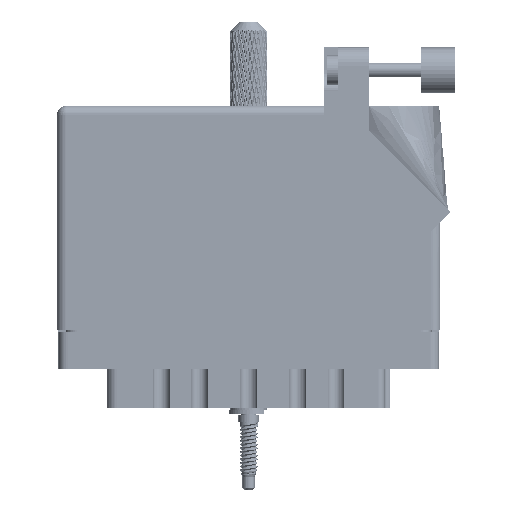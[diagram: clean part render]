
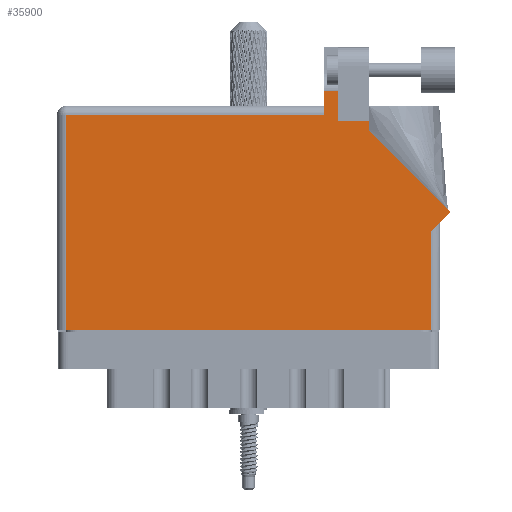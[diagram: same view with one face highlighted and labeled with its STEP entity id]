
A CAD part, front view. The second image highlights one B-rep face of the part: STEP entity #35900.
In plain terms, the highlighted face is planar.
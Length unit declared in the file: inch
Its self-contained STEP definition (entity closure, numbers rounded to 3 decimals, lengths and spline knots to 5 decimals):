
#610 = VECTOR ( 'NONE', #62018, 39.37008 ) ;
#5691 = CARTESIAN_POINT ( 'NONE',  ( 2.612, 0.737, 0. ) ) ;
#5902 = CARTESIAN_POINT ( 'NONE',  ( 2.126, 1.43, 0. ) ) ;
#6363 = LINE ( 'NONE', #15392, #610 ) ;
#8004 = VECTOR ( 'NONE', #11334, 39.37008 ) ;
#9157 = EDGE_CURVE ( 'NONE', #105507, #85341, #15162, .T. ) ;
#10541 = LINE ( 'NONE', #41144, #81509 ) ;
#11057 = LINE ( 'NONE', #29575, #96432 ) ;
#11334 = DIRECTION ( 'NONE',  ( 0., 1., 0. ) ) ;
#12624 = ORIENTED_EDGE ( 'NONE', *, *, #63218, .T. ) ;
#14238 = VERTEX_POINT ( 'NONE', #61032 ) ;
#15162 = LINE ( 'NONE', #92660, #8004 ) ;
#15392 = CARTESIAN_POINT ( 'NONE',  ( 0., 1.468, 0. ) ) ;
#16311 = AXIS2_PLACEMENT_3D ( 'NONE', #48777, #68228, #58518 ) ;
#19402 = LINE ( 'NONE', #5691, #23722 ) ;
#20897 = LINE ( 'NONE', #51099, #23823 ) ;
#22758 = EDGE_CURVE ( 'NONE', #65667, #111739, #37213, .T. ) ;
#23722 = VECTOR ( 'NONE', #96660, 39.37008 ) ;
#23823 = VECTOR ( 'NONE', #115693, 39.37008 ) ;
#26925 = DIRECTION ( 'NONE',  ( -0.707, 0.707, 0. ) ) ;
#29575 = CARTESIAN_POINT ( 'NONE',  ( 2.126, 1.43, 0. ) ) ;
#31685 = VERTEX_POINT ( 'NONE', #38694 ) ;
#34054 = CARTESIAN_POINT ( 'NONE',  ( 0.062, 1.468, 0. ) ) ;
#34912 = EDGE_CURVE ( 'NONE', #31685, #115831, #117810, .T. ) ;
#35900 = ADVANCED_FACE ( 'NONE', ( #114675 ), #76298, .F. ) ;
#37099 = ORIENTED_EDGE ( 'NONE', *, *, #34912, .T. ) ;
#37213 = LINE ( 'NONE', #82329, #100699 ) ;
#38013 = ORIENTED_EDGE ( 'NONE', *, *, #9157, .T. ) ;
#38694 = CARTESIAN_POINT ( 'NONE',  ( 1.819, 1.6315, 0. ) ) ;
#41144 = CARTESIAN_POINT ( 'NONE',  ( 0.062, 0., 0. ) ) ;
#41923 = DIRECTION ( 'NONE',  ( 0., 1., 0. ) ) ;
#43206 = ORIENTED_EDGE ( 'NONE', *, *, #73592, .T. ) ;
#43262 = EDGE_CURVE ( 'NONE', #84841, #105507, #63251, .T. ) ;
#43318 = CARTESIAN_POINT ( 'NONE',  ( 1.819, 1.468, 0. ) ) ;
#48777 = CARTESIAN_POINT ( 'NONE',  ( 0., 1.53, 0. ) ) ;
#48835 = VECTOR ( 'NONE', #66138, 39.37008 ) ;
#49986 = EDGE_CURVE ( 'NONE', #111739, #57992, #96488, .T. ) ;
#50918 = VECTOR ( 'NONE', #57589, 39.37008 ) ;
#51099 = CARTESIAN_POINT ( 'NONE',  ( 1.913, 1.43, 0. ) ) ;
#51955 = CARTESIAN_POINT ( 'NONE',  ( 1.819, 1.53, 0. ) ) ;
#52151 = VERTEX_POINT ( 'NONE', #61370 ) ;
#52845 = EDGE_CURVE ( 'NONE', #115831, #76479, #6363, .T. ) ;
#57589 = DIRECTION ( 'NONE',  ( -1., 0., 0. ) ) ;
#57992 = VERTEX_POINT ( 'NONE', #5902 ) ;
#58518 = DIRECTION ( 'NONE',  ( -1., 0., 0. ) ) ;
#60238 = ORIENTED_EDGE ( 'NONE', *, *, #52845, .T. ) ;
#61032 = CARTESIAN_POINT ( 'NONE',  ( 1.913, 1.6315, 0. ) ) ;
#61370 = CARTESIAN_POINT ( 'NONE',  ( 1.913, 1.43, 0. ) ) ;
#62018 = DIRECTION ( 'NONE',  ( -1., 0., 0. ) ) ;
#62113 = ORIENTED_EDGE ( 'NONE', *, *, #43262, .T. ) ;
#63218 = EDGE_CURVE ( 'NONE', #57992, #52151, #11057, .T. ) ;
#63251 = LINE ( 'NONE', #95119, #48835 ) ;
#64784 = CARTESIAN_POINT ( 'NONE',  ( 2.55, 0., 0. ) ) ;
#65521 = EDGE_CURVE ( 'NONE', #85341, #65667, #19402, .T. ) ;
#65667 = VERTEX_POINT ( 'NONE', #99042 ) ;
#66138 = DIRECTION ( 'NONE',  ( 1., 0., 0. ) ) ;
#66510 = CARTESIAN_POINT ( 'NONE',  ( 2.24377, 1.6315, 0. ) ) ;
#67468 = ORIENTED_EDGE ( 'NONE', *, *, #22758, .T. ) ;
#68228 = DIRECTION ( 'NONE',  ( 0., 0., -1. ) ) ;
#73592 = EDGE_CURVE ( 'NONE', #52151, #14238, #20897, .T. ) ;
#76298 = PLANE ( 'NONE',  #16311 ) ;
#76479 = VERTEX_POINT ( 'NONE', #34054 ) ;
#78295 = CARTESIAN_POINT ( 'NONE',  ( 2.126, 1.36442, 0. ) ) ;
#78407 = LINE ( 'NONE', #66510, #50918 ) ;
#81509 = VECTOR ( 'NONE', #96440, 39.37008 ) ;
#82329 = CARTESIAN_POINT ( 'NONE',  ( 2.68271, 0.80771, 0. ) ) ;
#84841 = VERTEX_POINT ( 'NONE', #107521 ) ;
#85341 = VERTEX_POINT ( 'NONE', #92420 ) ;
#87476 = VECTOR ( 'NONE', #116519, 39.37008 ) ;
#88817 = EDGE_CURVE ( 'NONE', #14238, #31685, #78407, .T. ) ;
#90356 = CARTESIAN_POINT ( 'NONE',  ( 2.126, 1.36442, 0. ) ) ;
#92127 = ORIENTED_EDGE ( 'NONE', *, *, #49986, .T. ) ;
#92420 = CARTESIAN_POINT ( 'NONE',  ( 2.55, 0.675, 0. ) ) ;
#92660 = CARTESIAN_POINT ( 'NONE',  ( 2.55, 0.737, 0. ) ) ;
#95119 = CARTESIAN_POINT ( 'NONE',  ( 0., 0., 0. ) ) ;
#95122 = ORIENTED_EDGE ( 'NONE', *, *, #107272, .T. ) ;
#96432 = VECTOR ( 'NONE', #113205, 39.37008 ) ;
#96440 = DIRECTION ( 'NONE',  ( 0., -1., 0. ) ) ;
#96488 = LINE ( 'NONE', #78295, #112408 ) ;
#96660 = DIRECTION ( 'NONE',  ( 0.707, 0.707, 0. ) ) ;
#99042 = CARTESIAN_POINT ( 'NONE',  ( 2.68271, 0.80771, 0. ) ) ;
#100699 = VECTOR ( 'NONE', #26925, 39.37008 ) ;
#105507 = VERTEX_POINT ( 'NONE', #64784 ) ;
#106549 = ORIENTED_EDGE ( 'NONE', *, *, #65521, .T. ) ;
#106928 = ORIENTED_EDGE ( 'NONE', *, *, #88817, .T. ) ;
#107272 = EDGE_CURVE ( 'NONE', #76479, #84841, #10541, .T. ) ;
#107521 = CARTESIAN_POINT ( 'NONE',  ( 0.062, 0., 0. ) ) ;
#110971 = EDGE_LOOP ( 'NONE', ( #43206, #106928, #37099, #60238, #95122, #62113, #38013, #106549, #67468, #92127, #12624 ) ) ;
#111739 = VERTEX_POINT ( 'NONE', #90356 ) ;
#112408 = VECTOR ( 'NONE', #41923, 39.37008 ) ;
#113205 = DIRECTION ( 'NONE',  ( -1., 0., 0. ) ) ;
#114675 = FACE_OUTER_BOUND ( 'NONE', #110971, .T. ) ;
#115693 = DIRECTION ( 'NONE',  ( 0., 1., 0. ) ) ;
#115831 = VERTEX_POINT ( 'NONE', #43318 ) ;
#116519 = DIRECTION ( 'NONE',  ( 0., -1., 0. ) ) ;
#117810 = LINE ( 'NONE', #51955, #87476 ) ;
